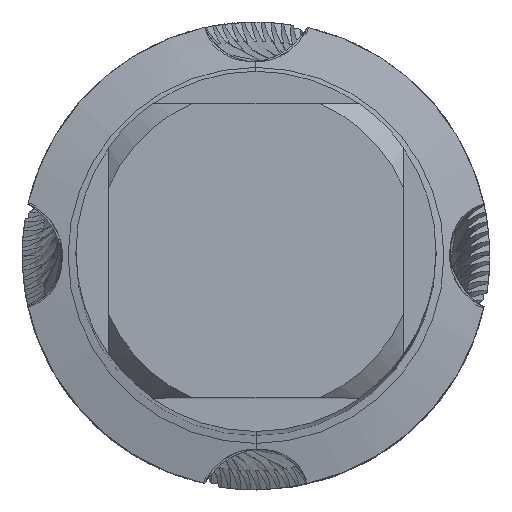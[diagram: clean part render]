
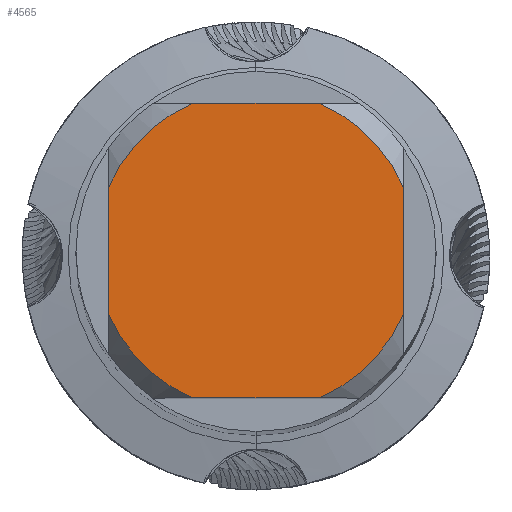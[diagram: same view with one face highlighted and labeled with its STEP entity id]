
A CAD part, top view. The second image highlights one B-rep face of the part: STEP entity #4565.
In plain terms, the highlighted planar face has unit normal (0, 0, 1).
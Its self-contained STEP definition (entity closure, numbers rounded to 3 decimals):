
#1783=EDGE_CURVE('',#5245,#4899,#5291,.T.);
#1865=EDGE_CURVE('',#5245,#4335,#5376,.T.);
#2567=EDGE_CURVE('',#3709,#3985,#6138,.T.);
#3223=EDGE_CURVE('',#4653,#4335,#6848,.T.);
#3709=VERTEX_POINT('',#7380);
#3911=VERTEX_POINT('',#7602);
#3985=VERTEX_POINT('',#7681);
#4069=EDGE_CURVE('',#3709,#4759,#7772,.T.);
#4335=VERTEX_POINT('',#8075);
#4535=EDGE_CURVE('',#3911,#4899,#8295,.T.);
#4565=ADVANCED_FACE('',(#8328),#8329,.T.);
#4653=VERTEX_POINT('',#8425);
#4759=VERTEX_POINT('',#8534);
#4851=EDGE_CURVE('',#3911,#4759,#8636,.T.);
#4899=VERTEX_POINT('',#8686);
#5107=EDGE_CURVE('',#4653,#3985,#8909,.T.);
#5245=VERTEX_POINT('',#9057);
#5291=CIRCLE('',#9096,4.9);
#5376=LINE('',#9321,#9322);
#6138=CIRCLE('',#11393,4.9);
#6848=CIRCLE('',#13253,4.9);
#7380=CARTESIAN_POINT('',(-4.5,1.939,0.0));
#7602=CARTESIAN_POINT('',(-1.939,-4.5,0.0));
#7681=CARTESIAN_POINT('',(-1.939,4.5,0.0));
#7772=LINE('',#15751,#15752);
#8075=CARTESIAN_POINT('',(4.5,1.939,0.0));
#8295=LINE('',#17144,#17145);
#8328=FACE_OUTER_BOUND('',#17229,.T.);
#8329=PLANE('',#17230);
#8425=CARTESIAN_POINT('',(1.939,4.5,0.0));
#8534=CARTESIAN_POINT('',(-4.5,-1.939,0.0));
#8636=CIRCLE('',#18199,4.9);
#8686=CARTESIAN_POINT('',(1.939,-4.5,0.0));
#8909=LINE('',#18774,#18775);
#9057=CARTESIAN_POINT('',(4.5,-1.939,0.0));
#9096=AXIS2_PLACEMENT_3D('',#19337,#19338,#19339);
#9321=CARTESIAN_POINT('',(4.5,1.225,0.0));
#9322=VECTOR('',#19386,1.0);
#11393=AXIS2_PLACEMENT_3D('',#20185,#20186,#20187);
#13253=AXIS2_PLACEMENT_3D('',#20955,#20956,#20957);
#15751=CARTESIAN_POINT('',(-4.5,1.225,0.0));
#15752=VECTOR('',#22007,1.0);
#17144=CARTESIAN_POINT('',(0.0,-4.5,0.0));
#17145=VECTOR('',#22720,1.0);
#17229=EDGE_LOOP('',(#22755,#22756,#22757,#22758,#22759,#22760,#22761,#22762));
#17230=AXIS2_PLACEMENT_3D('',#22763,#22764,#22765);
#18199=AXIS2_PLACEMENT_3D('',#23008,#23009,#23010);
#18774=CARTESIAN_POINT('',(0.0,4.5,0.0));
#18775=VECTOR('',#23260,1.0);
#19337=CARTESIAN_POINT('',(0.0,0.0,0.0));
#19338=DIRECTION('',(0.0,0.0,-1.0));
#19339=DIRECTION('',(0.0,1.0,0.0));
#19386=DIRECTION('',(-0.0,1.0,0.0));
#20185=CARTESIAN_POINT('',(0.0,0.0,0.0));
#20186=DIRECTION('',(0.0,0.0,-1.0));
#20187=DIRECTION('',(0.0,1.0,0.0));
#20955=CARTESIAN_POINT('',(0.0,0.0,0.0));
#20956=DIRECTION('',(0.0,0.0,-1.0));
#20957=DIRECTION('',(0.0,1.0,0.0));
#22007=DIRECTION('',(-0.0,-1.0,0.0));
#22720=DIRECTION('',(1.0,0.0,0.0));
#22755=ORIENTED_EDGE('',*,*,#4069,.T.);
#22756=ORIENTED_EDGE('',*,*,#4851,.F.);
#22757=ORIENTED_EDGE('',*,*,#4535,.T.);
#22758=ORIENTED_EDGE('',*,*,#1783,.F.);
#22759=ORIENTED_EDGE('',*,*,#1865,.T.);
#22760=ORIENTED_EDGE('',*,*,#3223,.F.);
#22761=ORIENTED_EDGE('',*,*,#5107,.T.);
#22762=ORIENTED_EDGE('',*,*,#2567,.F.);
#22763=CARTESIAN_POINT('',(0.0,2.45,0.0));
#22764=DIRECTION('',(-0.0,0.0,1.0));
#22765=DIRECTION('',(0.0,-1.0,0.0));
#23008=CARTESIAN_POINT('',(0.0,0.0,0.0));
#23009=DIRECTION('',(0.0,0.0,-1.0));
#23010=DIRECTION('',(0.0,1.0,0.0));
#23260=DIRECTION('',(-1.0,0.0,0.0));
